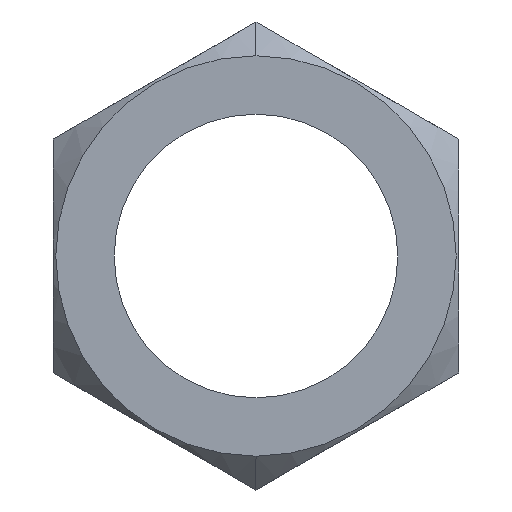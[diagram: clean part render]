
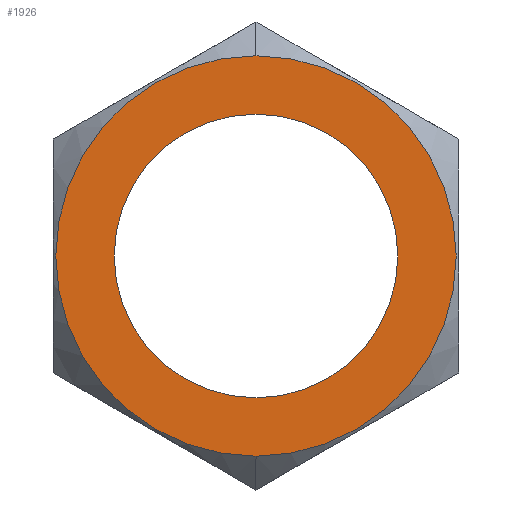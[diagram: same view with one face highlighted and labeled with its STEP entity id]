
A CAD part, left-side view. The second image highlights one B-rep face of the part: STEP entity #1926.
In plain terms, the highlighted planar face has unit normal (-1, 0, 0).
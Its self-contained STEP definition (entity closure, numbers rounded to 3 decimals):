
#48 = VERTEX_POINT ( 'NONE', #362 ) ;
#132 = DIRECTION ( 'NONE',  ( 1., 0., 0. ) ) ;
#147 = DIRECTION ( 'NONE',  ( 1., 0., 0. ) ) ;
#362 = CARTESIAN_POINT ( 'NONE',  ( -7.5, 0., -10.5 ) ) ;
#365 = FACE_OUTER_BOUND ( 'NONE', #2565, .T. ) ;
#388 = EDGE_CURVE ( 'NONE', #615, #2204, #1346, .T. ) ;
#471 = AXIS2_PLACEMENT_3D ( 'NONE', #2271, #132, #2771 ) ;
#535 = CIRCLE ( 'NONE', #2588, 10.5 ) ;
#615 = VERTEX_POINT ( 'NONE', #2293 ) ;
#729 = ORIENTED_EDGE ( 'NONE', *, *, #388, .T. ) ;
#759 = VERTEX_POINT ( 'NONE', #1371 ) ;
#818 = CARTESIAN_POINT ( 'NONE',  ( -7.5, 0., 0. ) ) ;
#862 = CIRCLE ( 'NONE', #2070, 14.821 ) ;
#866 = ORIENTED_EDGE ( 'NONE', *, *, #2963, .T. ) ;
#1087 = AXIS2_PLACEMENT_3D ( 'NONE', #818, #2764, #2781 ) ;
#1267 = FACE_BOUND ( 'NONE', #2894, .T. ) ;
#1346 = CIRCLE ( 'NONE', #1890, 14.821 ) ;
#1371 = CARTESIAN_POINT ( 'NONE',  ( -7.5, 0., 10.5 ) ) ;
#1728 = DIRECTION ( 'NONE',  ( 0., 0., 1. ) ) ;
#1737 = CARTESIAN_POINT ( 'NONE',  ( -7.5, 0., 0. ) ) ;
#1884 = CIRCLE ( 'NONE', #1087, 10.5 ) ;
#1890 = AXIS2_PLACEMENT_3D ( 'NONE', #2470, #2937, #1728 ) ;
#1926 = ADVANCED_FACE ( 'NONE', ( #1267, #365 ), #2945, .F. ) ;
#2070 = AXIS2_PLACEMENT_3D ( 'NONE', #1737, #2205, #2944 ) ;
#2204 = VERTEX_POINT ( 'NONE', #2658 ) ;
#2205 = DIRECTION ( 'NONE',  ( -1., 0., 0. ) ) ;
#2271 = CARTESIAN_POINT ( 'NONE',  ( -7.5, 0., 0. ) ) ;
#2293 = CARTESIAN_POINT ( 'NONE',  ( -7.5, 0., 14.821 ) ) ;
#2333 = EDGE_CURVE ( 'NONE', #2204, #615, #862, .T. ) ;
#2345 = ORIENTED_EDGE ( 'NONE', *, *, #2967, .T. ) ;
#2441 = ORIENTED_EDGE ( 'NONE', *, *, #2333, .T. ) ;
#2470 = CARTESIAN_POINT ( 'NONE',  ( -7.5, 0., 0. ) ) ;
#2545 = DIRECTION ( 'NONE',  ( 0., 0., -1. ) ) ;
#2565 = EDGE_LOOP ( 'NONE', ( #2441, #729 ) ) ;
#2588 = AXIS2_PLACEMENT_3D ( 'NONE', #2736, #147, #2545 ) ;
#2658 = CARTESIAN_POINT ( 'NONE',  ( -7.5, 0., -14.821 ) ) ;
#2736 = CARTESIAN_POINT ( 'NONE',  ( -7.5, 0., 0. ) ) ;
#2764 = DIRECTION ( 'NONE',  ( 1., 0., 0. ) ) ;
#2771 = DIRECTION ( 'NONE',  ( 0., 0., -1. ) ) ;
#2781 = DIRECTION ( 'NONE',  ( 0., 0., -1. ) ) ;
#2894 = EDGE_LOOP ( 'NONE', ( #2345, #866 ) ) ;
#2937 = DIRECTION ( 'NONE',  ( -1., 0., 0. ) ) ;
#2944 = DIRECTION ( 'NONE',  ( 0., 0., 1. ) ) ;
#2945 = PLANE ( 'NONE',  #471 ) ;
#2963 = EDGE_CURVE ( 'NONE', #48, #759, #1884, .T. ) ;
#2967 = EDGE_CURVE ( 'NONE', #759, #48, #535, .T. ) ;
